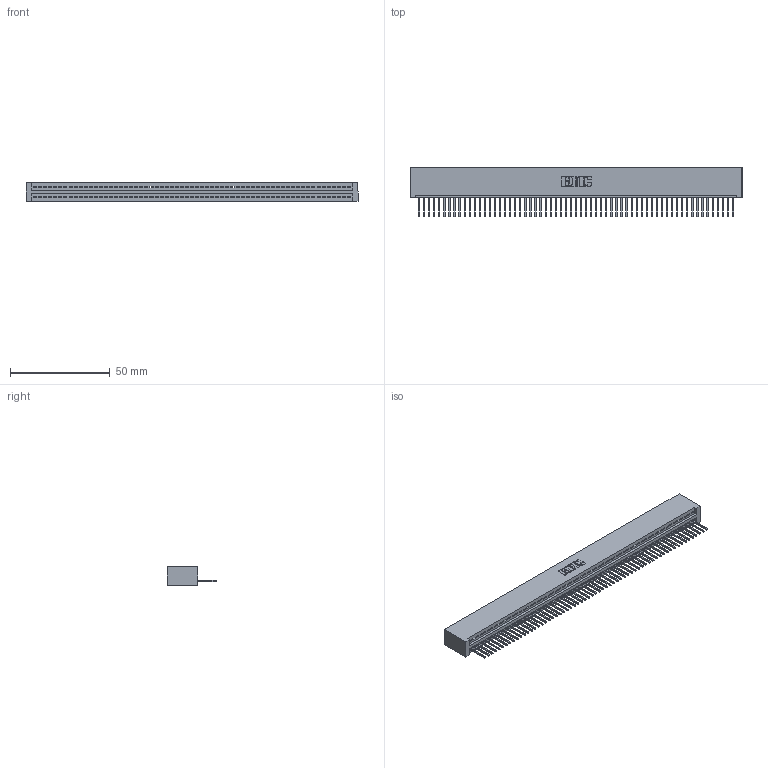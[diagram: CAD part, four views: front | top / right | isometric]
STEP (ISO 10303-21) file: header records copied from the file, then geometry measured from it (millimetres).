
FILE_DESCRIPTION (( 'STEP AP203' ), '1' );
FILE_NAME ('395-063-523-101.STEP', '2018-11-24T07:48:33', ( '' ), ( '' ), 'SwSTEP 2.0', 'SolidWorks 2016', '' );
FILE_SCHEMA (( 'CONFIG_CONTROL_DESIGN' ));
Length unit declared in the file: inch
Products named in the file (3): 345-292-001_345-293-123; 395-063-523-101; 345 Part_No Mounting Lugs
Assembly tree (64 placements, depth 2):
  395-063-523-101
    345 Part_No Mounting Lugs
    345-292-001_345-293-123  x63
Bounding box: 166.62 x 24.82 x 9.4 mm (x, y, z)
Volume: 16558.1 mm3; surface area: 22548.5 mm2
Topology: 64 solids, 64 shells, 3772 faces, 11405 edges, 7518 vertices
Faces by surface type: plane 2596, cylinder 1176
Entity records: 44329 total; most frequent: CARTESIAN_POINT 7685, ORIENTED_EDGE 7682, DIRECTION 6675, EDGE_CURVE 3841, LINE 3465, VECTOR 3465, VERTEX_POINT 2558, AXIS2_PLACEMENT_3D 1605
